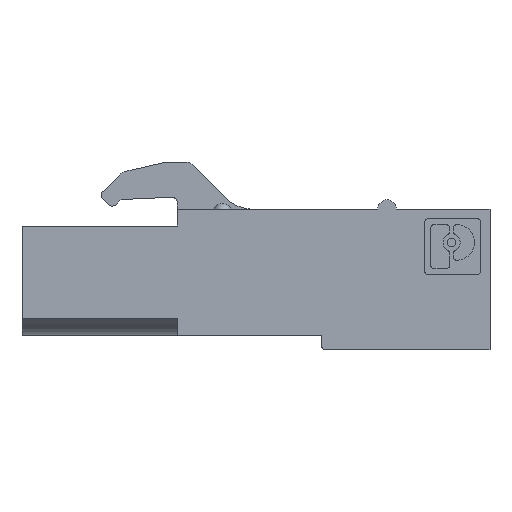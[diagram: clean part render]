
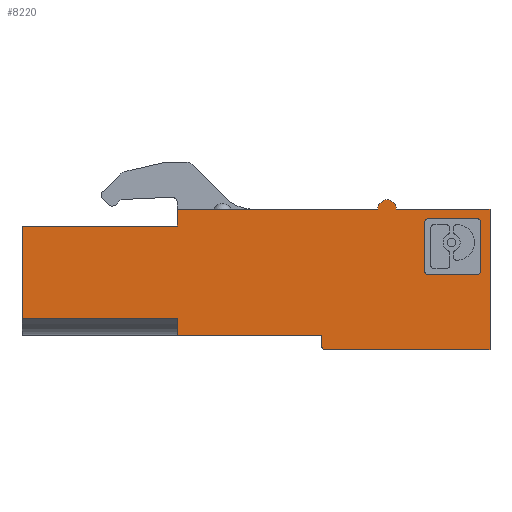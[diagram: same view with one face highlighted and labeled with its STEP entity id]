
A CAD part, left-side view. The second image highlights one B-rep face of the part: STEP entity #8220.
In plain terms, the highlighted face is planar.
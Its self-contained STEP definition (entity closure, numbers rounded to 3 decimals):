
#60=CARTESIAN_POINT('',(-66.528,48.83,-7.62));
#70=DIRECTION('',(0.,0.,-1.));
#80=DIRECTION('',(-1.,0.,0.));
#90=AXIS2_PLACEMENT_3D('',#60,#70,#80);
#100=CIRCLE('',#90,0.5);
#110=CARTESIAN_POINT('',(-67.028,48.83,-7.62));
#120=VERTEX_POINT('',#110);
#130=CARTESIAN_POINT('',(-66.028,48.83,-7.62));
#140=VERTEX_POINT('',#130);
#150=EDGE_CURVE('',#120,#140,#100,.T.);
#670=CARTESIAN_POINT('',(-72.028,48.83,-7.62));
#680=VERTEX_POINT('',#670);
#710=CARTESIAN_POINT('',(-67.028,48.83,-7.62));
#720=DIRECTION('',(-1.,0.,0.));
#730=VECTOR('',#720,1.);
#740=LINE('',#710,#730);
#750=EDGE_CURVE('',#120,#680,#740,.T.);
#3640=CARTESIAN_POINT('',(-47.028,47.93,-7.62));
#3650=VERTEX_POINT('',#3640);
#3680=CARTESIAN_POINT('',(-47.028,45.015,-7.62));
#3690=DIRECTION('',(0.,-1.,0.));
#3700=VECTOR('',#3690,1.);
#3710=LINE('',#3680,#3700);
#3720=CARTESIAN_POINT('',(-47.028,43.015,-7.62));
#3730=VERTEX_POINT('',#3720);
#3740=EDGE_CURVE('',#3650,#3730,#3710,.T.);
#4820=CARTESIAN_POINT('',(-55.328,48.83,-7.62));
#4830=DIRECTION('',(0.,-1.,0.));
#4840=VECTOR('',#4830,1.);
#4850=LINE('',#4820,#4840);
#4860=CARTESIAN_POINT('',(-55.328,48.83,-7.62));
#4870=VERTEX_POINT('',#4860);
#4880=CARTESIAN_POINT('',(-55.328,47.93,-7.62));
#4890=VERTEX_POINT('',#4880);
#4900=EDGE_CURVE('',#4870,#4890,#4850,.T.);
#6370=CARTESIAN_POINT('',(-66.028,48.83,-7.62));
#6380=DIRECTION('',(1.,0.,0.));
#6390=VECTOR('',#6380,1.);
#6400=LINE('',#6370,#6390);
#6410=EDGE_CURVE('',#140,#4870,#6400,.T.);
#6790=CARTESIAN_POINT('',(-55.328,42.13,-7.62));
#6800=DIRECTION('',(0.,0.,-1.));
#6810=DIRECTION('',(-1.,0.,0.));
#6820=AXIS2_PLACEMENT_3D('',#6790,#6800,#6810);
#6830=PLANE('',#6820);
#6840=CARTESIAN_POINT('',(-68.739,45.541,-7.62));
#6850=DIRECTION('',(0.,0.,1.));
#6860=DIRECTION('',(0.,-1.,0.));
#6870=AXIS2_PLACEMENT_3D('',#6840,#6850,#6860);
#6880=CIRCLE('',#6870,0.211);
#6890=CARTESIAN_POINT('',(-68.739,45.33,-7.62));
#6900=VERTEX_POINT('',#6890);
#6910=CARTESIAN_POINT('',(-68.528,45.541,-7.62));
#6920=VERTEX_POINT('',#6910);
#6930=EDGE_CURVE('',#6900,#6920,#6880,.T.);
#6940=ORIENTED_EDGE('',*,*,#6930,.T.);
#6950=CARTESIAN_POINT('',(-71.317,45.33,-7.62));
#6960=DIRECTION('',(1.,0.,0.));
#6970=VECTOR('',#6960,1.);
#6980=LINE('',#6950,#6970);
#6990=CARTESIAN_POINT('',(-71.317,45.33,-7.62));
#7000=VERTEX_POINT('',#6990);
#7010=EDGE_CURVE('',#7000,#6900,#6980,.T.);
#7020=ORIENTED_EDGE('',*,*,#7010,.T.);
#7030=CARTESIAN_POINT('',(-71.317,45.541,-7.62));
#7040=DIRECTION('',(0.,0.,1.));
#7050=DIRECTION('',(-1.,0.,0.));
#7060=AXIS2_PLACEMENT_3D('',#7030,#7040,#7050);
#7070=CIRCLE('',#7060,0.211);
#7080=CARTESIAN_POINT('',(-71.528,45.541,-7.62));
#7090=VERTEX_POINT('',#7080);
#7100=EDGE_CURVE('',#7090,#7000,#7070,.T.);
#7110=ORIENTED_EDGE('',*,*,#7100,.T.);
#7120=CARTESIAN_POINT('',(-71.528,48.119,-7.62));
#7130=DIRECTION('',(0.,-1.,0.));
#7140=VECTOR('',#7130,1.);
#7150=LINE('',#7120,#7140);
#7160=CARTESIAN_POINT('',(-71.528,48.119,-7.62));
#7170=VERTEX_POINT('',#7160);
#7180=EDGE_CURVE('',#7170,#7090,#7150,.T.);
#7190=ORIENTED_EDGE('',*,*,#7180,.T.);
#7200=CARTESIAN_POINT('',(-71.317,48.119,-7.62));
#7210=DIRECTION('',(0.,0.,1.));
#7220=DIRECTION('',(0.,1.,0.));
#7230=AXIS2_PLACEMENT_3D('',#7200,#7210,#7220);
#7240=CIRCLE('',#7230,0.211);
#7250=CARTESIAN_POINT('',(-71.317,48.33,-7.62));
#7260=VERTEX_POINT('',#7250);
#7270=EDGE_CURVE('',#7260,#7170,#7240,.T.);
#7280=ORIENTED_EDGE('',*,*,#7270,.T.);
#7290=CARTESIAN_POINT('',(-68.739,48.33,-7.62));
#7300=DIRECTION('',(-1.,0.,0.));
#7310=VECTOR('',#7300,1.);
#7320=LINE('',#7290,#7310);
#7330=CARTESIAN_POINT('',(-68.739,48.33,-7.62));
#7340=VERTEX_POINT('',#7330);
#7350=EDGE_CURVE('',#7340,#7260,#7320,.T.);
#7360=ORIENTED_EDGE('',*,*,#7350,.T.);
#7370=CARTESIAN_POINT('',(-68.739,48.119,-7.62));
#7380=DIRECTION('',(0.,0.,1.));
#7390=DIRECTION('',(1.,0.,0.));
#7400=AXIS2_PLACEMENT_3D('',#7370,#7380,#7390);
#7410=CIRCLE('',#7400,0.211);
#7420=CARTESIAN_POINT('',(-68.528,48.119,-7.62));
#7430=VERTEX_POINT('',#7420);
#7440=EDGE_CURVE('',#7430,#7340,#7410,.T.);
#7450=ORIENTED_EDGE('',*,*,#7440,.T.);
#7460=CARTESIAN_POINT('',(-68.528,45.541,-7.62));
#7470=DIRECTION('',(0.,1.,0.));
#7480=VECTOR('',#7470,1.);
#7490=LINE('',#7460,#7480);
#7500=EDGE_CURVE('',#6920,#7430,#7490,.T.);
#7510=ORIENTED_EDGE('',*,*,#7500,.T.);
#7520=EDGE_LOOP('',(#7510,#7450,#7360,#7280,#7190,#7110,#7020,#6940));
#7530=FACE_BOUND('',#7520,.T.);
#7540=CARTESIAN_POINT('',(-55.328,43.015,-7.62));
#7550=DIRECTION('',(1.,0.,0.));
#7560=VECTOR('',#7550,1.);
#7570=LINE('',#7540,#7560);
#7580=CARTESIAN_POINT('',(-55.328,43.015,-7.62));
#7590=VERTEX_POINT('',#7580);
#7600=EDGE_CURVE('',#7590,#3730,#7570,.T.);
#7610=ORIENTED_EDGE('',*,*,#7600,.F.);
#7620=ORIENTED_EDGE('',*,*,#3740,.T.);
#7630=CARTESIAN_POINT('',(-47.028,47.93,-7.62));
#7640=DIRECTION('',(-1.,0.,0.));
#7650=VECTOR('',#7640,1.);
#7660=LINE('',#7630,#7650);
#7670=EDGE_CURVE('',#3650,#4890,#7660,.T.);
#7680=ORIENTED_EDGE('',*,*,#7670,.F.);
#7690=ORIENTED_EDGE('',*,*,#4900,.T.);
#7700=ORIENTED_EDGE('',*,*,#6410,.T.);
#7710=ORIENTED_EDGE('',*,*,#150,.T.);
#7720=ORIENTED_EDGE('',*,*,#750,.F.);
#7730=CARTESIAN_POINT('',(-72.028,48.83,-7.62));
#7740=DIRECTION('',(0.,-1.,0.));
#7750=VECTOR('',#7740,1.);
#7760=LINE('',#7730,#7750);
#7770=CARTESIAN_POINT('',(-72.028,41.33,-7.62));
#7780=VERTEX_POINT('',#7770);
#7790=EDGE_CURVE('',#680,#7780,#7760,.T.);
#7800=ORIENTED_EDGE('',*,*,#7790,.F.);
#7810=CARTESIAN_POINT('',(-63.228,41.33,-7.62));
#7820=DIRECTION('',(-1.,0.,0.));
#7830=VECTOR('',#7820,1.);
#7840=LINE('',#7810,#7830);
#7850=CARTESIAN_POINT('',(-63.228,41.33,-7.62));
#7860=VERTEX_POINT('',#7850);
#7870=EDGE_CURVE('',#7860,#7780,#7840,.T.);
#7880=ORIENTED_EDGE('',*,*,#7870,.T.);
#7890=CARTESIAN_POINT('',(-63.228,41.53,-7.62));
#7900=DIRECTION('',(0.,0.,-1.));
#7910=DIRECTION('',(1.,0.,0.));
#7920=AXIS2_PLACEMENT_3D('',#7890,#7900,#7910);
#7930=CIRCLE('',#7920,0.2);
#7940=CARTESIAN_POINT('',(-63.028,41.53,-7.62));
#7950=VERTEX_POINT('',#7940);
#7960=EDGE_CURVE('',#7950,#7860,#7930,.T.);
#7970=ORIENTED_EDGE('',*,*,#7960,.T.);
#7980=CARTESIAN_POINT('',(-63.028,42.1,-7.62));
#7990=DIRECTION('',(0.,-1.,0.));
#8000=VECTOR('',#7990,1.);
#8010=LINE('',#7980,#8000);
#8020=CARTESIAN_POINT('',(-63.028,42.1,-7.62));
#8030=VERTEX_POINT('',#8020);
#8040=EDGE_CURVE('',#8030,#7950,#8010,.T.);
#8050=ORIENTED_EDGE('',*,*,#8040,.T.);
#8060=CARTESIAN_POINT('',(-55.328,42.1,-7.62));
#8070=DIRECTION('',(-1.,0.,0.));
#8080=VECTOR('',#8070,1.);
#8090=LINE('',#8060,#8080);
#8100=CARTESIAN_POINT('',(-55.328,42.1,-7.62));
#8110=VERTEX_POINT('',#8100);
#8120=EDGE_CURVE('',#8110,#8030,#8090,.T.);
#8130=ORIENTED_EDGE('',*,*,#8120,.T.);
#8140=CARTESIAN_POINT('',(-55.328,42.1,-7.62));
#8150=DIRECTION('',(0.,1.,0.));
#8160=VECTOR('',#8150,1.);
#8170=LINE('',#8140,#8160);
#8180=EDGE_CURVE('',#8110,#7590,#8170,.T.);
#8190=ORIENTED_EDGE('',*,*,#8180,.F.);
#8200=EDGE_LOOP('',(#8190,#8130,#8050,#7970,#7880,#7800,#7720,#7710,
#7700,#7690,#7680,#7620,#7610));
#8210=FACE_OUTER_BOUND('',#8200,.T.);
#8220=ADVANCED_FACE('',(#7530,#8210),#6830,.T.);
